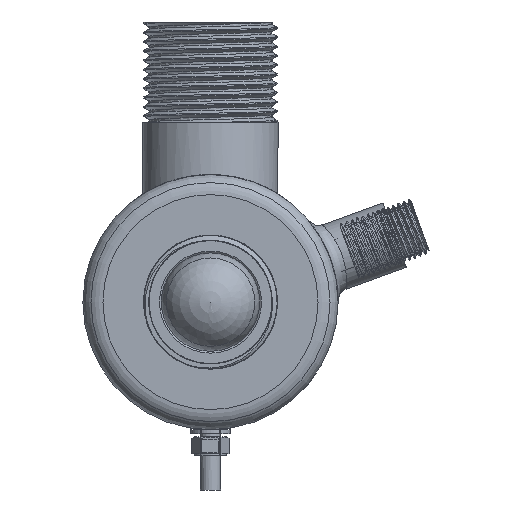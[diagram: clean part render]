
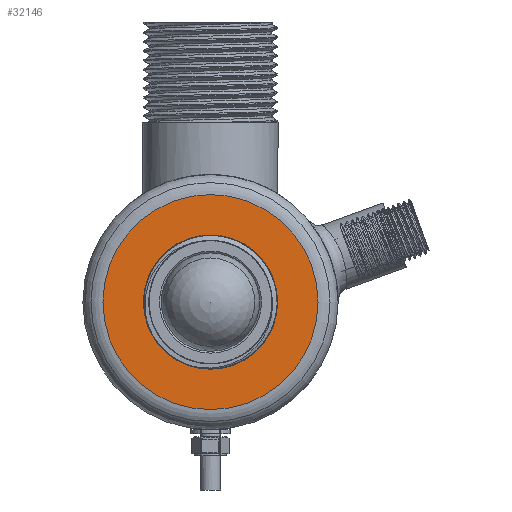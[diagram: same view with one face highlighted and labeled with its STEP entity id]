
A CAD part, left-side view. The second image highlights one B-rep face of the part: STEP entity #32146.
In plain terms, the highlighted planar face has unit normal (-1, 0, 0).
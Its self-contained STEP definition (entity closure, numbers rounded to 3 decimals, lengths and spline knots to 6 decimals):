
#3568=PLANE('',#34443);
#7635=ORIENTED_EDGE('',*,*,#18072,.T.);
#7636=ORIENTED_EDGE('',*,*,#18071,.F.);
#18071=EDGE_CURVE('',#23290,#23290,#26797,.T.);
#18072=EDGE_CURVE('',#23291,#23291,#26798,.T.);
#23290=VERTEX_POINT('',#41562);
#23291=VERTEX_POINT('',#41565);
#26797=CIRCLE('',#34442,0.02675);
#26798=CIRCLE('',#34444,0.0167);
#27417=EDGE_LOOP('',(#7635));
#27418=EDGE_LOOP('',(#7636));
#29660=FACE_BOUND('',#27417,.T.);
#29661=FACE_BOUND('',#27418,.T.);
#32146=ADVANCED_FACE('',(#29660,#29661),#3568,.T.);
#34442=AXIS2_PLACEMENT_3D('',#41561,#36311,#36312);
#34443=AXIS2_PLACEMENT_3D('',#41563,#36313,#36314);
#34444=AXIS2_PLACEMENT_3D('',#41564,#36315,#36316);
#36311=DIRECTION('',(1.,0.,0.));
#36312=DIRECTION('',(0.,0.,-1.));
#36313=DIRECTION('',(-1.,0.,0.));
#36314=DIRECTION('',(0.,0.,1.));
#36315=DIRECTION('',(1.,0.,0.));
#36316=DIRECTION('',(0.,0.,-1.));
#41561=CARTESIAN_POINT('',(-0.902,0.,0.));
#41562=CARTESIAN_POINT('',(-0.902,0.,-0.02675));
#41563=CARTESIAN_POINT('',(-0.902,0.,0.021725));
#41564=CARTESIAN_POINT('',(-0.902,0.,0.));
#41565=CARTESIAN_POINT('',(-0.902,0.,-0.0167));
